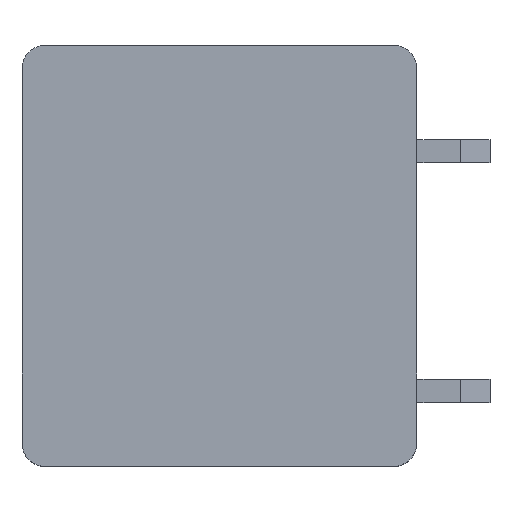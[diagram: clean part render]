
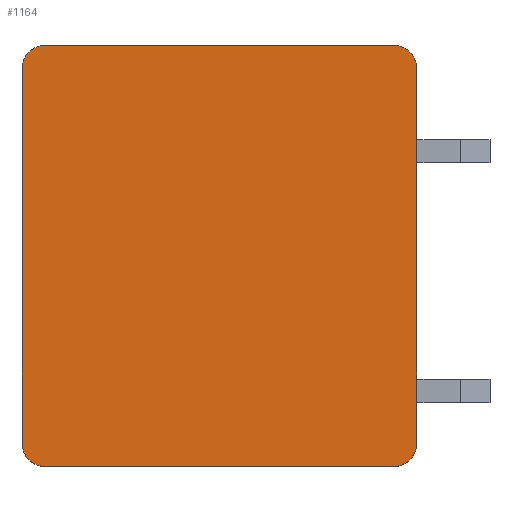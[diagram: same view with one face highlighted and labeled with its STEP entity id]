
A CAD part, top view. The second image highlights one B-rep face of the part: STEP entity #1164.
In plain terms, the highlighted planar face has unit normal (0, 0, 1).
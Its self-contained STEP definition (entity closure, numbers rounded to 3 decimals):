
#191=CARTESIAN_POINT('',(-5.95,6.4,1.75));
#192=DIRECTION('',(0.,0.,1.));
#193=DIRECTION('',(0.,1.,0.));
#194=AXIS2_PLACEMENT_3D('',#191,#192,#193);
#196=DIRECTION('',(-1.,0.,0.));
#197=VECTOR('',#196,11.9);
#198=CARTESIAN_POINT('',(5.95,7.2,1.75));
#199=LINE('',#198,#197);
#200=CARTESIAN_POINT('',(5.95,6.4,1.75));
#201=DIRECTION('',(0.,0.,1.));
#202=DIRECTION('',(1.,0.,0.));
#203=AXIS2_PLACEMENT_3D('',#200,#201,#202);
#205=DIRECTION('',(0.,1.,0.));
#206=VECTOR('',#205,12.8);
#207=CARTESIAN_POINT('',(6.75,-6.4,1.75));
#208=LINE('',#207,#206);
#209=CARTESIAN_POINT('',(5.95,-6.4,1.75));
#210=DIRECTION('',(0.,0.,1.));
#211=DIRECTION('',(0.,-1.,0.));
#212=AXIS2_PLACEMENT_3D('',#209,#210,#211);
#214=DIRECTION('',(1.,0.,0.));
#215=VECTOR('',#214,11.9);
#216=CARTESIAN_POINT('',(-5.95,-7.2,1.75));
#217=LINE('',#216,#215);
#218=CARTESIAN_POINT('',(-5.95,-6.4,1.75));
#219=DIRECTION('',(0.,0.,1.));
#220=DIRECTION('',(-1.,0.,0.));
#221=AXIS2_PLACEMENT_3D('',#218,#219,#220);
#223=DIRECTION('',(0.,-1.,0.));
#224=VECTOR('',#223,12.8);
#225=CARTESIAN_POINT('',(-6.75,6.4,1.75));
#226=LINE('',#225,#224);
#763=CARTESIAN_POINT('',(-5.95,7.2,1.75));
#764=VERTEX_POINT('',#763);
#765=CARTESIAN_POINT('',(-6.75,6.4,1.75));
#766=VERTEX_POINT('',#765);
#771=CARTESIAN_POINT('',(6.75,6.4,1.75));
#772=VERTEX_POINT('',#771);
#773=CARTESIAN_POINT('',(5.95,7.2,1.75));
#774=VERTEX_POINT('',#773);
#779=CARTESIAN_POINT('',(-6.75,-6.4,1.75));
#780=VERTEX_POINT('',#779);
#781=CARTESIAN_POINT('',(-5.95,-7.2,1.75));
#782=VERTEX_POINT('',#781);
#787=CARTESIAN_POINT('',(5.95,-7.2,1.75));
#788=VERTEX_POINT('',#787);
#789=CARTESIAN_POINT('',(6.75,-6.4,1.75));
#790=VERTEX_POINT('',#789);
#1149=CARTESIAN_POINT('',(0.,0.,1.75));
#1150=DIRECTION('',(0.,0.,1.));
#1151=DIRECTION('',(1.,0.,0.));
#1152=AXIS2_PLACEMENT_3D('',#1149,#1150,#1151);
#1153=PLANE('',#1152);
#1154=ORIENTED_EDGE('',*,*,#997,.F.);
#1155=ORIENTED_EDGE('',*,*,#1013,.F.);
#1156=ORIENTED_EDGE('',*,*,#1054,.F.);
#1157=ORIENTED_EDGE('',*,*,#1069,.F.);
#1158=ORIENTED_EDGE('',*,*,#1102,.F.);
#1159=ORIENTED_EDGE('',*,*,#1115,.F.);
#1160=ORIENTED_EDGE('',*,*,#1130,.F.);
#1161=ORIENTED_EDGE('',*,*,#1142,.F.);
#1162=EDGE_LOOP('',(#1154,#1155,#1156,#1157,#1158,#1159,#1160,#1161));
#1163=FACE_OUTER_BOUND('',#1162,.F.);
#195=CIRCLE('',#194,0.8);
#204=CIRCLE('',#203,0.8);
#213=CIRCLE('',#212,0.8);
#222=CIRCLE('',#221,0.8);
#997=EDGE_CURVE('',#764,#766,#195,.T.);
#1013=EDGE_CURVE('',#774,#764,#199,.T.);
#1054=EDGE_CURVE('',#772,#774,#204,.T.);
#1069=EDGE_CURVE('',#790,#772,#208,.T.);
#1102=EDGE_CURVE('',#788,#790,#213,.T.);
#1115=EDGE_CURVE('',#782,#788,#217,.T.);
#1130=EDGE_CURVE('',#780,#782,#222,.T.);
#1142=EDGE_CURVE('',#766,#780,#226,.T.);
#1164=ADVANCED_FACE('',(#1163),#1153,.T.);
